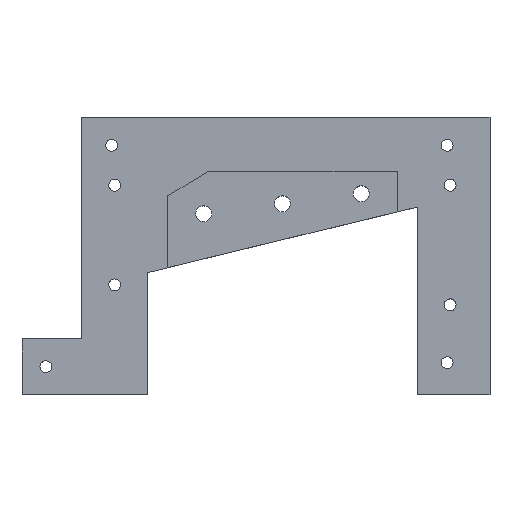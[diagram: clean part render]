
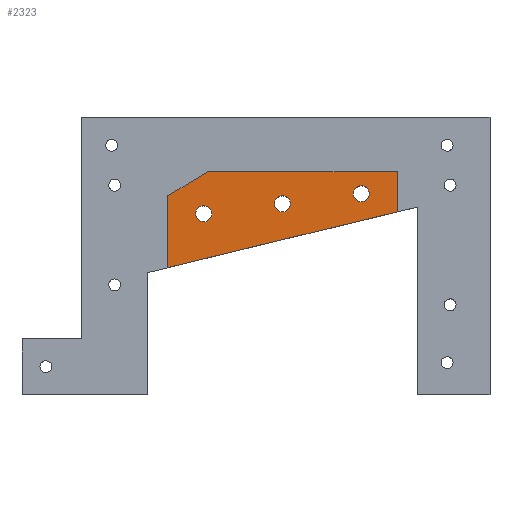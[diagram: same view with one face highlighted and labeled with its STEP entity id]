
A CAD part, top view. The second image highlights one B-rep face of the part: STEP entity #2323.
In plain terms, the highlighted planar face has unit normal (0, 0, 1).
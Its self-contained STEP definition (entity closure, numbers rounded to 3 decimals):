
#1022 = PLANE('',#1023);
#1023 = AXIS2_PLACEMENT_3D('',#1024,#1025,#1026);
#1024 = CARTESIAN_POINT('',(36.5,31.8,4.5));
#1025 = DIRECTION('',(-1.,0.,0.));
#1026 = DIRECTION('',(0.,1.,0.));
#1050 = PLANE('',#1051);
#1051 = AXIS2_PLACEMENT_3D('',#1052,#1053,#1054);
#1052 = CARTESIAN_POINT('',(36.5,49.8,4.5));
#1053 = DIRECTION('',(-0.514,0.857,0.));
#1054 = DIRECTION('',(0.857,0.514,0.));
#1078 = PLANE('',#1079);
#1079 = AXIS2_PLACEMENT_3D('',#1080,#1081,#1082);
#1080 = CARTESIAN_POINT('',(46.5,55.8,4.5));
#1081 = DIRECTION('',(0.,1.,0.));
#1082 = DIRECTION('',(1.,0.,0.));
#1106 = PLANE('',#1107);
#1107 = AXIS2_PLACEMENT_3D('',#1108,#1109,#1110);
#1108 = CARTESIAN_POINT('',(94.,55.8,4.5));
#1109 = DIRECTION('',(1.,0.,0.));
#1110 = DIRECTION('',(0.,-1.,0.));
#1366 = PLANE('',#1367);
#1367 = AXIS2_PLACEMENT_3D('',#1368,#1369,#1370);
#1368 = CARTESIAN_POINT('',(94.,45.8,4.5));
#1369 = DIRECTION('',(0.237,-0.972,0.));
#1370 = DIRECTION('',(-0.972,-0.237,0.));
#1584 = CYLINDRICAL_SURFACE('',#1585,2.);
#1585 = AXIS2_PLACEMENT_3D('',#1586,#1587,#1588);
#1586 = CARTESIAN_POINT('',(85.,50.3,4.5));
#1587 = DIRECTION('',(-0.,-0.,-1.));
#1588 = DIRECTION('',(1.,0.,0.));
#1639 = CYLINDRICAL_SURFACE('',#1640,2.);
#1640 = AXIS2_PLACEMENT_3D('',#1641,#1642,#1643);
#1641 = CARTESIAN_POINT('',(65.25,47.8,4.5));
#1642 = DIRECTION('',(-0.,-0.,-1.));
#1643 = DIRECTION('',(1.,0.,0.));
#1694 = CYLINDRICAL_SURFACE('',#1695,2.);
#1695 = AXIS2_PLACEMENT_3D('',#1696,#1697,#1698);
#1696 = CARTESIAN_POINT('',(45.5,45.3,4.5));
#1697 = DIRECTION('',(-0.,-0.,-1.));
#1698 = DIRECTION('',(1.,0.,0.));
#1928 = VERTEX_POINT('',#1929);
#1929 = CARTESIAN_POINT('',(94.,55.8,14.5));
#1950 = EDGE_CURVE('',#1928,#1951,#1953,.T.);
#1951 = VERTEX_POINT('',#1952);
#1952 = CARTESIAN_POINT('',(94.,45.8,14.5));
#1953 = SURFACE_CURVE('',#1954,(#1958,#1965),.PCURVE_S1.);
#1954 = LINE('',#1955,#1956);
#1955 = CARTESIAN_POINT('',(94.,55.8,14.5));
#1956 = VECTOR('',#1957,1.);
#1957 = DIRECTION('',(0.,-1.,0.));
#1958 = PCURVE('',#1106,#1959);
#1959 = DEFINITIONAL_REPRESENTATION('',(#1960),#1964);
#1960 = LINE('',#1961,#1962);
#1961 = CARTESIAN_POINT('',(0.,-10.));
#1962 = VECTOR('',#1963,1.);
#1963 = DIRECTION('',(1.,0.));
#1964 = ( GEOMETRIC_REPRESENTATION_CONTEXT(2) 
PARAMETRIC_REPRESENTATION_CONTEXT() REPRESENTATION_CONTEXT('2D SPACE',''
  ) );
#1965 = PCURVE('',#1966,#1971);
#1966 = PLANE('',#1967);
#1967 = AXIS2_PLACEMENT_3D('',#1968,#1969,#1970);
#1968 = CARTESIAN_POINT('',(63.732,46.728,14.5));
#1969 = DIRECTION('',(0.,0.,1.));
#1970 = DIRECTION('',(0.,1.,0.));
#1971 = DEFINITIONAL_REPRESENTATION('',(#1972),#1976);
#1972 = LINE('',#1973,#1974);
#1973 = CARTESIAN_POINT('',(9.072,-30.268));
#1974 = VECTOR('',#1975,1.);
#1975 = DIRECTION('',(-1.,0.));
#1976 = ( GEOMETRIC_REPRESENTATION_CONTEXT(2) 
PARAMETRIC_REPRESENTATION_CONTEXT() REPRESENTATION_CONTEXT('2D SPACE',''
  ) );
#2004 = VERTEX_POINT('',#2005);
#2005 = CARTESIAN_POINT('',(46.5,55.8,14.5));
#2026 = EDGE_CURVE('',#2004,#1928,#2027,.T.);
#2027 = SURFACE_CURVE('',#2028,(#2032,#2039),.PCURVE_S1.);
#2028 = LINE('',#2029,#2030);
#2029 = CARTESIAN_POINT('',(46.5,55.8,14.5));
#2030 = VECTOR('',#2031,1.);
#2031 = DIRECTION('',(1.,0.,0.));
#2032 = PCURVE('',#1078,#2033);
#2033 = DEFINITIONAL_REPRESENTATION('',(#2034),#2038);
#2034 = LINE('',#2035,#2036);
#2035 = CARTESIAN_POINT('',(0.,-10.));
#2036 = VECTOR('',#2037,1.);
#2037 = DIRECTION('',(1.,0.));
#2038 = ( GEOMETRIC_REPRESENTATION_CONTEXT(2) 
PARAMETRIC_REPRESENTATION_CONTEXT() REPRESENTATION_CONTEXT('2D SPACE',''
  ) );
#2039 = PCURVE('',#1966,#2040);
#2040 = DEFINITIONAL_REPRESENTATION('',(#2041),#2045);
#2041 = LINE('',#2042,#2043);
#2042 = CARTESIAN_POINT('',(9.072,17.232));
#2043 = VECTOR('',#2044,1.);
#2044 = DIRECTION('',(0.,-1.));
#2045 = ( GEOMETRIC_REPRESENTATION_CONTEXT(2) 
PARAMETRIC_REPRESENTATION_CONTEXT() REPRESENTATION_CONTEXT('2D SPACE',''
  ) );
#2053 = VERTEX_POINT('',#2054);
#2054 = CARTESIAN_POINT('',(36.5,49.8,14.5));
#2075 = EDGE_CURVE('',#2053,#2004,#2076,.T.);
#2076 = SURFACE_CURVE('',#2077,(#2081,#2088),.PCURVE_S1.);
#2077 = LINE('',#2078,#2079);
#2078 = CARTESIAN_POINT('',(36.5,49.8,14.5));
#2079 = VECTOR('',#2080,1.);
#2080 = DIRECTION('',(0.857,0.514,0.));
#2081 = PCURVE('',#1050,#2082);
#2082 = DEFINITIONAL_REPRESENTATION('',(#2083),#2087);
#2083 = LINE('',#2084,#2085);
#2084 = CARTESIAN_POINT('',(0.,-10.));
#2085 = VECTOR('',#2086,1.);
#2086 = DIRECTION('',(1.,0.));
#2087 = ( GEOMETRIC_REPRESENTATION_CONTEXT(2) 
PARAMETRIC_REPRESENTATION_CONTEXT() REPRESENTATION_CONTEXT('2D SPACE',''
  ) );
#2088 = PCURVE('',#1966,#2089);
#2089 = DEFINITIONAL_REPRESENTATION('',(#2090),#2094);
#2090 = LINE('',#2091,#2092);
#2091 = CARTESIAN_POINT('',(3.072,27.232));
#2092 = VECTOR('',#2093,1.);
#2093 = DIRECTION('',(0.514,-0.857));
#2094 = ( GEOMETRIC_REPRESENTATION_CONTEXT(2) 
PARAMETRIC_REPRESENTATION_CONTEXT() REPRESENTATION_CONTEXT('2D SPACE',''
  ) );
#2102 = VERTEX_POINT('',#2103);
#2103 = CARTESIAN_POINT('',(36.5,31.8,14.5));
#2124 = EDGE_CURVE('',#2102,#2053,#2125,.T.);
#2125 = SURFACE_CURVE('',#2126,(#2130,#2137),.PCURVE_S1.);
#2126 = LINE('',#2127,#2128);
#2127 = CARTESIAN_POINT('',(36.5,31.8,14.5));
#2128 = VECTOR('',#2129,1.);
#2129 = DIRECTION('',(0.,1.,0.));
#2130 = PCURVE('',#1022,#2131);
#2131 = DEFINITIONAL_REPRESENTATION('',(#2132),#2136);
#2132 = LINE('',#2133,#2134);
#2133 = CARTESIAN_POINT('',(0.,-10.));
#2134 = VECTOR('',#2135,1.);
#2135 = DIRECTION('',(1.,0.));
#2136 = ( GEOMETRIC_REPRESENTATION_CONTEXT(2) 
PARAMETRIC_REPRESENTATION_CONTEXT() REPRESENTATION_CONTEXT('2D SPACE',''
  ) );
#2137 = PCURVE('',#1966,#2138);
#2138 = DEFINITIONAL_REPRESENTATION('',(#2139),#2143);
#2139 = LINE('',#2140,#2141);
#2140 = CARTESIAN_POINT('',(-14.928,27.232));
#2141 = VECTOR('',#2142,1.);
#2142 = DIRECTION('',(1.,0.));
#2143 = ( GEOMETRIC_REPRESENTATION_CONTEXT(2) 
PARAMETRIC_REPRESENTATION_CONTEXT() REPRESENTATION_CONTEXT('2D SPACE',''
  ) );
#2151 = EDGE_CURVE('',#1951,#2102,#2152,.T.);
#2152 = SURFACE_CURVE('',#2153,(#2157,#2164),.PCURVE_S1.);
#2153 = LINE('',#2154,#2155);
#2154 = CARTESIAN_POINT('',(94.,45.8,14.5));
#2155 = VECTOR('',#2156,1.);
#2156 = DIRECTION('',(-0.972,-0.237,0.));
#2157 = PCURVE('',#1366,#2158);
#2158 = DEFINITIONAL_REPRESENTATION('',(#2159),#2163);
#2159 = LINE('',#2160,#2161);
#2160 = CARTESIAN_POINT('',(0.,-10.));
#2161 = VECTOR('',#2162,1.);
#2162 = DIRECTION('',(1.,0.));
#2163 = ( GEOMETRIC_REPRESENTATION_CONTEXT(2) 
PARAMETRIC_REPRESENTATION_CONTEXT() REPRESENTATION_CONTEXT('2D SPACE',''
  ) );
#2164 = PCURVE('',#1966,#2165);
#2165 = DEFINITIONAL_REPRESENTATION('',(#2166),#2170);
#2166 = LINE('',#2167,#2168);
#2167 = CARTESIAN_POINT('',(-0.928,-30.268));
#2168 = VECTOR('',#2169,1.);
#2169 = DIRECTION('',(-0.237,0.972));
#2170 = ( GEOMETRIC_REPRESENTATION_CONTEXT(2) 
PARAMETRIC_REPRESENTATION_CONTEXT() REPRESENTATION_CONTEXT('2D SPACE',''
  ) );
#2178 = VERTEX_POINT('',#2179);
#2179 = CARTESIAN_POINT('',(87.,50.3,14.5));
#2200 = EDGE_CURVE('',#2178,#2178,#2201,.T.);
#2201 = SURFACE_CURVE('',#2202,(#2207,#2214),.PCURVE_S1.);
#2202 = CIRCLE('',#2203,2.);
#2203 = AXIS2_PLACEMENT_3D('',#2204,#2205,#2206);
#2204 = CARTESIAN_POINT('',(85.,50.3,14.5));
#2205 = DIRECTION('',(0.,0.,1.));
#2206 = DIRECTION('',(1.,0.,0.));
#2207 = PCURVE('',#1584,#2208);
#2208 = DEFINITIONAL_REPRESENTATION('',(#2209),#2213);
#2209 = LINE('',#2210,#2211);
#2210 = CARTESIAN_POINT('',(-0.,-10.));
#2211 = VECTOR('',#2212,1.);
#2212 = DIRECTION('',(-1.,0.));
#2213 = ( GEOMETRIC_REPRESENTATION_CONTEXT(2) 
PARAMETRIC_REPRESENTATION_CONTEXT() REPRESENTATION_CONTEXT('2D SPACE',''
  ) );
#2214 = PCURVE('',#1966,#2215);
#2215 = DEFINITIONAL_REPRESENTATION('',(#2216),#2220);
#2216 = CIRCLE('',#2217,2.);
#2217 = AXIS2_PLACEMENT_2D('',#2218,#2219);
#2218 = CARTESIAN_POINT('',(3.572,-21.268));
#2219 = DIRECTION('',(0.,-1.));
#2220 = ( GEOMETRIC_REPRESENTATION_CONTEXT(2) 
PARAMETRIC_REPRESENTATION_CONTEXT() REPRESENTATION_CONTEXT('2D SPACE',''
  ) );
#2228 = VERTEX_POINT('',#2229);
#2229 = CARTESIAN_POINT('',(67.25,47.8,14.5));
#2250 = EDGE_CURVE('',#2228,#2228,#2251,.T.);
#2251 = SURFACE_CURVE('',#2252,(#2257,#2264),.PCURVE_S1.);
#2252 = CIRCLE('',#2253,2.);
#2253 = AXIS2_PLACEMENT_3D('',#2254,#2255,#2256);
#2254 = CARTESIAN_POINT('',(65.25,47.8,14.5));
#2255 = DIRECTION('',(0.,0.,1.));
#2256 = DIRECTION('',(1.,0.,0.));
#2257 = PCURVE('',#1639,#2258);
#2258 = DEFINITIONAL_REPRESENTATION('',(#2259),#2263);
#2259 = LINE('',#2260,#2261);
#2260 = CARTESIAN_POINT('',(-0.,-10.));
#2261 = VECTOR('',#2262,1.);
#2262 = DIRECTION('',(-1.,0.));
#2263 = ( GEOMETRIC_REPRESENTATION_CONTEXT(2) 
PARAMETRIC_REPRESENTATION_CONTEXT() REPRESENTATION_CONTEXT('2D SPACE',''
  ) );
#2264 = PCURVE('',#1966,#2265);
#2265 = DEFINITIONAL_REPRESENTATION('',(#2266),#2270);
#2266 = CIRCLE('',#2267,2.);
#2267 = AXIS2_PLACEMENT_2D('',#2268,#2269);
#2268 = CARTESIAN_POINT('',(1.072,-1.518));
#2269 = DIRECTION('',(0.,-1.));
#2270 = ( GEOMETRIC_REPRESENTATION_CONTEXT(2) 
PARAMETRIC_REPRESENTATION_CONTEXT() REPRESENTATION_CONTEXT('2D SPACE',''
  ) );
#2278 = VERTEX_POINT('',#2279);
#2279 = CARTESIAN_POINT('',(47.5,45.3,14.5));
#2300 = EDGE_CURVE('',#2278,#2278,#2301,.T.);
#2301 = SURFACE_CURVE('',#2302,(#2307,#2314),.PCURVE_S1.);
#2302 = CIRCLE('',#2303,2.);
#2303 = AXIS2_PLACEMENT_3D('',#2304,#2305,#2306);
#2304 = CARTESIAN_POINT('',(45.5,45.3,14.5));
#2305 = DIRECTION('',(0.,0.,1.));
#2306 = DIRECTION('',(1.,0.,0.));
#2307 = PCURVE('',#1694,#2308);
#2308 = DEFINITIONAL_REPRESENTATION('',(#2309),#2313);
#2309 = LINE('',#2310,#2311);
#2310 = CARTESIAN_POINT('',(-0.,-10.));
#2311 = VECTOR('',#2312,1.);
#2312 = DIRECTION('',(-1.,0.));
#2313 = ( GEOMETRIC_REPRESENTATION_CONTEXT(2) 
PARAMETRIC_REPRESENTATION_CONTEXT() REPRESENTATION_CONTEXT('2D SPACE',''
  ) );
#2314 = PCURVE('',#1966,#2315);
#2315 = DEFINITIONAL_REPRESENTATION('',(#2316),#2320);
#2316 = CIRCLE('',#2317,2.);
#2317 = AXIS2_PLACEMENT_2D('',#2318,#2319);
#2318 = CARTESIAN_POINT('',(-1.428,18.232));
#2319 = DIRECTION('',(0.,-1.));
#2320 = ( GEOMETRIC_REPRESENTATION_CONTEXT(2) 
PARAMETRIC_REPRESENTATION_CONTEXT() REPRESENTATION_CONTEXT('2D SPACE',''
  ) );
#2323 = ADVANCED_FACE('',(#2324,#2331,#2334,#2337),#1966,.T.);
#2324 = FACE_BOUND('',#2325,.F.);
#2325 = EDGE_LOOP('',(#2326,#2327,#2328,#2329,#2330));
#2326 = ORIENTED_EDGE('',*,*,#2124,.T.);
#2327 = ORIENTED_EDGE('',*,*,#2075,.T.);
#2328 = ORIENTED_EDGE('',*,*,#2026,.T.);
#2329 = ORIENTED_EDGE('',*,*,#1950,.T.);
#2330 = ORIENTED_EDGE('',*,*,#2151,.T.);
#2331 = FACE_BOUND('',#2332,.F.);
#2332 = EDGE_LOOP('',(#2333));
#2333 = ORIENTED_EDGE('',*,*,#2200,.T.);
#2334 = FACE_BOUND('',#2335,.F.);
#2335 = EDGE_LOOP('',(#2336));
#2336 = ORIENTED_EDGE('',*,*,#2250,.T.);
#2337 = FACE_BOUND('',#2338,.F.);
#2338 = EDGE_LOOP('',(#2339));
#2339 = ORIENTED_EDGE('',*,*,#2300,.T.);
